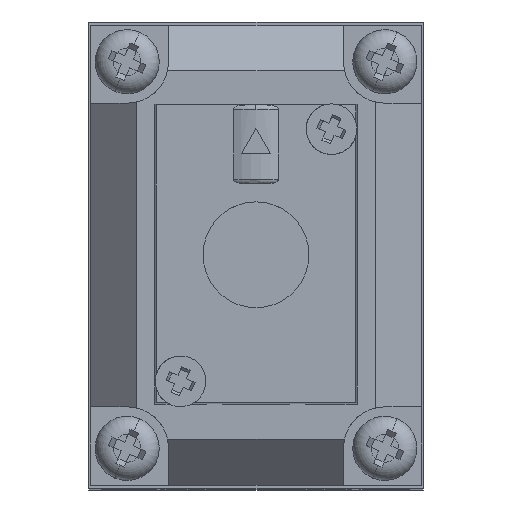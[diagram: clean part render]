
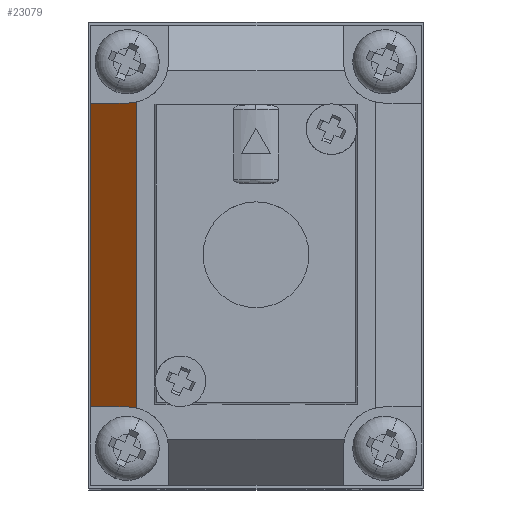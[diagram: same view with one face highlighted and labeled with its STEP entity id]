
A CAD part, top view. The second image highlights one B-rep face of the part: STEP entity #23079.
In plain terms, the highlighted face is planar.
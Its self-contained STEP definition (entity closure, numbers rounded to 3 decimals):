
#363 = CARTESIAN_POINT ( 'NONE',  ( 13., -25., -18.5 ) ) ;
#365 = DIRECTION ( 'NONE',  ( 0., -1., 0. ) ) ;
#909 = CARTESIAN_POINT ( 'NONE',  ( 18., 25., -13.5 ) ) ;
#911 = DIRECTION ( 'NONE',  ( 0., 1., 0. ) ) ;
#2734 = CARTESIAN_POINT ( 'NONE',  ( 13., -16.613, -18.5 ) ) ;
#2742 = CARTESIAN_POINT ( 'NONE',  ( 13., 16.613, -18.5 ) ) ;
#3221 = CARTESIAN_POINT ( 'NONE',  ( 18., 16.5, -13.5 ) ) ;
#3239 = CARTESIAN_POINT ( 'NONE',  ( 18., -16.5, -13.5 ) ) ;
#5138 = ORIENTED_EDGE ( 'NONE', *, *, #29732, .F. ) ;
#5139 = ORIENTED_EDGE ( 'NONE', *, *, #29733, .F. ) ;
#5140 = ORIENTED_EDGE ( 'NONE', *, *, #29593, .F. ) ;
#5141 = ORIENTED_EDGE ( 'NONE', *, *, #29734, .F. ) ;
#5142 = ORIENTED_EDGE ( 'NONE', *, *, #29735, .F. ) ;
#5143 = ORIENTED_EDGE ( 'NONE', *, *, #29686, .F. ) ;
#7536 = CARTESIAN_POINT ( 'NONE',  ( 14., 16.5, -17.5 ) ) ;
#7545 = CARTESIAN_POINT ( 'NONE',  ( 14., -16.5, -17.5 ) ) ;
#7943 = EDGE_LOOP ( 'NONE', ( #5138, #5139, #5140, #5141, #5142, #5143 ) ) ;
#8367 = LINE ( 'NONE', #909, #8368 ) ;
#8368 = VECTOR ( 'NONE', #911, 1000. ) ;
#8447 = LINE ( 'NONE', #10152, #8448 ) ;
#8448 = VECTOR ( 'NONE', #10153, 1000. ) ;
#8449 = LINE ( 'NONE', #10162, #8450 ) ;
#8450 = VECTOR ( 'NONE', #10163, 1000. ) ;
#10152 = CARTESIAN_POINT ( 'NONE',  ( 18., -16.5, -13.5 ) ) ;
#10153 = DIRECTION ( 'NONE',  ( 0.707, 0., 0.707 ) ) ;
#10154 = CARTESIAN_POINT ( 'NONE',  ( 13., -16.613, -18.5 ) ) ;
#10155 = CARTESIAN_POINT ( 'NONE',  ( 13.328, -16.538, -18.172 ) ) ;
#10156 = CARTESIAN_POINT ( 'NONE',  ( 13.663, -16.5, -17.837 ) ) ;
#10157 = CARTESIAN_POINT ( 'NONE',  ( 14., -16.5, -17.5 ) ) ;
#10158 = CARTESIAN_POINT ( 'NONE',  ( 14., 16.5, -17.5 ) ) ;
#10159 = CARTESIAN_POINT ( 'NONE',  ( 13.663, 16.5, -17.837 ) ) ;
#10160 = CARTESIAN_POINT ( 'NONE',  ( 13.328, 16.538, -18.172 ) ) ;
#10161 = CARTESIAN_POINT ( 'NONE',  ( 13., 16.613, -18.5 ) ) ;
#10162 = CARTESIAN_POINT ( 'NONE',  ( 18., 16.5, -13.5 ) ) ;
#10163 = DIRECTION ( 'NONE',  ( -0.707, 0., -0.707 ) ) ;
#12563 = FACE_OUTER_BOUND ( 'NONE', #7943, .T. ) ;
#13863 = LINE ( 'NONE', #363, #13865 ) ;
#13865 = VECTOR ( 'NONE', #365, 1000. ) ;
#19743 = AXIS2_PLACEMENT_3D ( 'NONE', #22741, #22742, #22743 ) ;
#22740 = PLANE ( 'NONE',  #19743 ) ;
#22741 = CARTESIAN_POINT ( 'NONE',  ( 18., 25., -13.5 ) ) ;
#22742 = DIRECTION ( 'NONE',  ( 0.707, 0., -0.707 ) ) ;
#22743 = DIRECTION ( 'NONE',  ( -0.707, 0., -0.707 ) ) ;
#23079 = ADVANCED_FACE ( 'NONE', ( #12563 ), #22740, .T. ) ;
#25432 = VERTEX_POINT ( 'NONE', #7536 ) ;
#25441 = VERTEX_POINT ( 'NONE', #7545 ) ;
#25569 = VERTEX_POINT ( 'NONE', #2734 ) ;
#25572 = VERTEX_POINT ( 'NONE', #2742 ) ;
#25755 = VERTEX_POINT ( 'NONE', #3221 ) ;
#25762 = VERTEX_POINT ( 'NONE', #3239 ) ;
#29593 = EDGE_CURVE ( 'NONE', #25572, #25569, #13863, .T. ) ;
#29686 = EDGE_CURVE ( 'NONE', #25762, #25755, #8367, .T. ) ;
#29732 = EDGE_CURVE ( 'NONE', #25441, #25762, #8447, .T. ) ;
#29733 = EDGE_CURVE ( 'NONE', #25569, #25441, #30540, .T. ) ;
#29734 = EDGE_CURVE ( 'NONE', #25432, #25572, #30541, .T. ) ;
#29735 = EDGE_CURVE ( 'NONE', #25755, #25432, #8449, .T. ) ;
#30540 =( BOUNDED_CURVE ( )  B_SPLINE_CURVE ( 3, ( #10154, #10155, #10156, #10157 ),
 .UNSPECIFIED., .F., .F. ) 
 B_SPLINE_CURVE_WITH_KNOTS ( ( 4, 4 ),
 ( 1.347, 1.571 ),
 .UNSPECIFIED. ) 
 CURVE ( )  GEOMETRIC_REPRESENTATION_ITEM ( )  RATIONAL_B_SPLINE_CURVE ( ( 1., 0.996, 0.996, 1. ) ) 
 REPRESENTATION_ITEM ( '' )  );
#30541 =( BOUNDED_CURVE ( )  B_SPLINE_CURVE ( 3, ( #10158, #10159, #10160, #10161 ),
 .UNSPECIFIED., .F., .T. ) 
 B_SPLINE_CURVE_WITH_KNOTS ( ( 4, 4 ),
 ( 4.712, 4.936 ),
 .UNSPECIFIED. ) 
 CURVE ( )  GEOMETRIC_REPRESENTATION_ITEM ( )  RATIONAL_B_SPLINE_CURVE ( ( 1., 0.996, 0.996, 1. ) ) 
 REPRESENTATION_ITEM ( '' )  );
